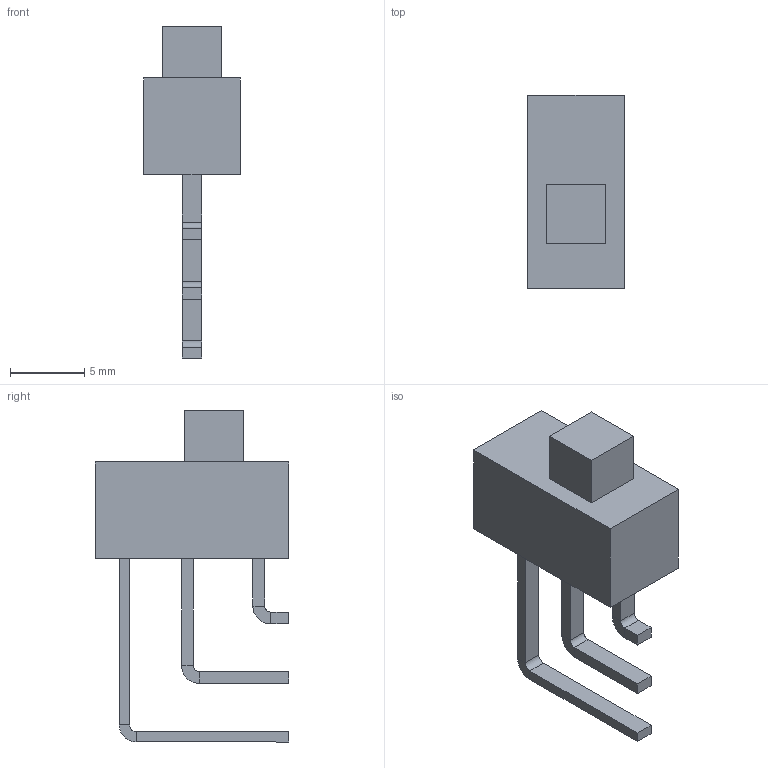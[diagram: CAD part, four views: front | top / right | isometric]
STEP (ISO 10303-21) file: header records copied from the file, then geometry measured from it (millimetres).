
FILE_DESCRIPTION (( 'STEP AP214' ), '1' );
FILE_NAME ('Vypinac.STEP', '2023-05-07T11:04:13', ( '' ), ( '' ), 'SwSTEP 2.0', 'SolidWorks 2022', '' );
FILE_SCHEMA (( 'AUTOMOTIVE_DESIGN' ));
Length unit declared in the file: millimetre
Products named in the file (1): Vypinac
Bounding box: 6.5 x 13 x 22.35 mm (x, y, z)
Volume: 646.8 mm3; surface area: 653.8 mm2
Topology: 1 solids, 1 shells, 50 faces, 108 edges, 64 vertices
Faces by surface type: plane 44, cylinder 6
Entity records: 1346 total; most frequent: CARTESIAN_POINT 223, DIRECTION 222, ORIENTED_EDGE 216, EDGE_CURVE 108, VECTOR 96, LINE 96, VERTEX_POINT 64, AXIS2_PLACEMENT_3D 63
